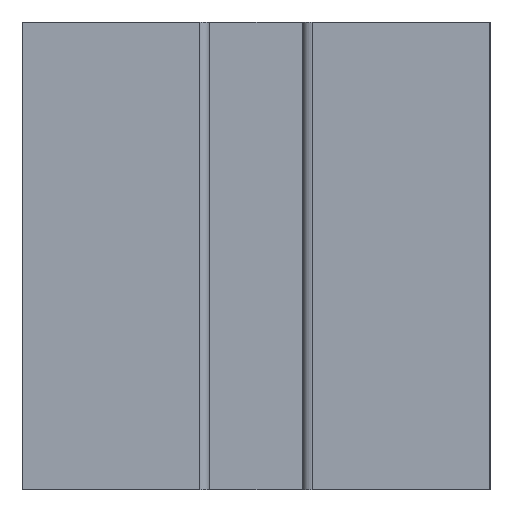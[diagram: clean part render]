
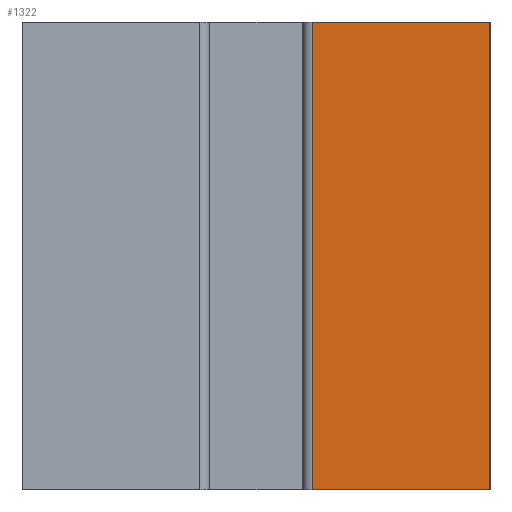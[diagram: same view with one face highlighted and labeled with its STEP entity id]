
A CAD part, front view. The second image highlights one B-rep face of the part: STEP entity #1322.
In plain terms, the highlighted planar face has unit normal (0, -1, 0).
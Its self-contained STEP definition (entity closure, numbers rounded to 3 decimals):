
#69=FACE_OUTER_BOUND('',#141,.T.);
#141=EDGE_LOOP('',(#1016,#1017,#1018,#1019));
#245=LINE('',#1902,#398);
#310=LINE('',#2083,#463);
#311=LINE('',#2086,#464);
#312=LINE('',#2087,#465);
#398=VECTOR('',#1516,10.);
#463=VECTOR('',#1677,10.);
#464=VECTOR('',#1680,10.);
#465=VECTOR('',#1681,10.);
#556=VERTEX_POINT('',#1899);
#557=VERTEX_POINT('',#1901);
#625=VERTEX_POINT('',#2081);
#626=VERTEX_POINT('',#2085);
#686=EDGE_CURVE('',#556,#557,#245,.T.);
#777=EDGE_CURVE('',#556,#625,#310,.T.);
#778=EDGE_CURVE('',#626,#625,#311,.T.);
#779=EDGE_CURVE('',#557,#626,#312,.T.);
#1016=ORIENTED_EDGE('',*,*,#777,.T.);
#1017=ORIENTED_EDGE('',*,*,#778,.F.);
#1018=ORIENTED_EDGE('',*,*,#779,.F.);
#1019=ORIENTED_EDGE('',*,*,#686,.F.);
#1266=PLANE('',#1434);
#1322=ADVANCED_FACE('',(#69),#1266,.T.);
#1434=AXIS2_PLACEMENT_3D('',#2084,#1678,#1679);
#1516=DIRECTION('',(-1.,0.,0.));
#1677=DIRECTION('',(0.,0.,1.));
#1678=DIRECTION('center_axis',(0.,-1.,0.));
#1679=DIRECTION('ref_axis',(1.,0.,0.));
#1680=DIRECTION('',(1.,0.,0.));
#1681=DIRECTION('',(0.,0.,1.));
#1899=CARTESIAN_POINT('',(7.5,-7.5,-7.5));
#1901=CARTESIAN_POINT('',(1.8,-7.5,-7.5));
#1902=CARTESIAN_POINT('',(7.5,-7.5,-7.5));
#2081=CARTESIAN_POINT('',(7.5,-7.5,7.5));
#2083=CARTESIAN_POINT('',(7.5,-7.5,0.));
#2084=CARTESIAN_POINT('Origin',(1.8,-7.5,0.));
#2085=CARTESIAN_POINT('',(1.8,-7.5,7.5));
#2086=CARTESIAN_POINT('',(7.5,-7.5,7.5));
#2087=CARTESIAN_POINT('',(1.8,-7.5,0.));
